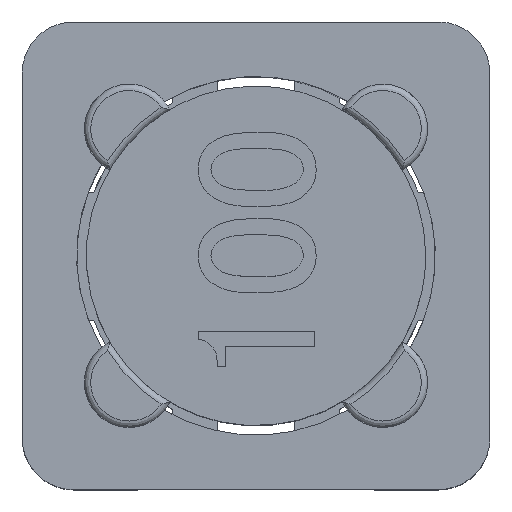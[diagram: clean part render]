
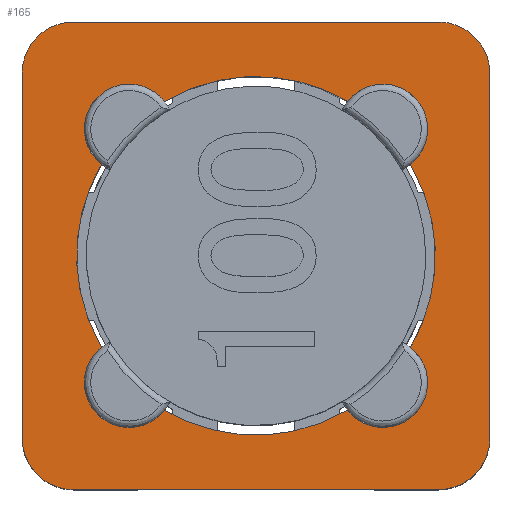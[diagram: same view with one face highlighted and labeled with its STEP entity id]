
A CAD part, top view. The second image highlights one B-rep face of the part: STEP entity #165.
In plain terms, the highlighted free-form (B-spline) face has degree [1, 1] with [2, 2] control points.
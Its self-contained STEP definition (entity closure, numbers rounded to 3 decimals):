
#20=CARTESIAN_POINT('',(-4.015,-4.015,4.));
#21=CARTESIAN_POINT('',(-4.015,4.015,4.));
#22=CARTESIAN_POINT('',(4.015,-4.015,4.));
#23=CARTESIAN_POINT('',(4.015,4.015,4.));
#24=B_SPLINE_SURFACE_WITH_KNOTS('',1,1,((#20,#21),(#22,#23)),.PLANE_SURF.,.F.,.F.,.U.,(2,2),(2,2),(0.,1.),(0.,1.),.UNSPECIFIED.);
#25=CARTESIAN_POINT('',(-3.65,-2.85,4.));
#26=VERTEX_POINT('',#25);
#27=CARTESIAN_POINT('',(-2.85,-3.65,4.));
#28=VERTEX_POINT('',#27);
#29=CARTESIAN_POINT('',(-3.65,-2.85,4.));
#30=CARTESIAN_POINT('',(-3.65,-3.181,4.));
#31=CARTESIAN_POINT('',(-3.181,-3.65,4.));
#32=CARTESIAN_POINT('',(-2.85,-3.65,4.));
#33=(BOUNDED_CURVE()B_SPLINE_CURVE(2,(#29,#30,#31,#32),.CIRCULAR_ARC.,.F.,.U.)B_SPLINE_CURVE_WITH_KNOTS((3,1,3),(0.,0.5,1.),.UNSPECIFIED.)CURVE()GEOMETRIC_REPRESENTATION_ITEM()RATIONAL_B_SPLINE_CURVE((1.,0.854,0.854,1.))REPRESENTATION_ITEM(''));
#34=EDGE_CURVE('',#26,#28,#33,.T.);
#35=ORIENTED_EDGE('',*,*,#34,.T.);
#36=CARTESIAN_POINT('',(2.85,-3.65,4.));
#37=VERTEX_POINT('',#36);
#38=CARTESIAN_POINT('',(-2.85,-3.65,4.));
#39=CARTESIAN_POINT('',(2.85,-3.65,4.));
#40=B_SPLINE_CURVE_WITH_KNOTS('',1,(#38,#39),.POLYLINE_FORM.,.F.,.U.,(2,2),(0.11,0.89),.UNSPECIFIED.);
#41=EDGE_CURVE('',#28,#37,#40,.T.);
#42=ORIENTED_EDGE('',*,*,#41,.T.);
#43=CARTESIAN_POINT('',(3.65,-2.85,4.));
#44=VERTEX_POINT('',#43);
#45=CARTESIAN_POINT('',(2.85,-3.65,4.));
#46=CARTESIAN_POINT('',(3.181,-3.65,4.));
#47=CARTESIAN_POINT('',(3.65,-3.181,4.));
#48=CARTESIAN_POINT('',(3.65,-2.85,4.));
#49=(BOUNDED_CURVE()B_SPLINE_CURVE(2,(#45,#46,#47,#48),.CIRCULAR_ARC.,.F.,.U.)B_SPLINE_CURVE_WITH_KNOTS((3,1,3),(0.,0.5,1.),.UNSPECIFIED.)CURVE()GEOMETRIC_REPRESENTATION_ITEM()RATIONAL_B_SPLINE_CURVE((1.,0.854,0.854,1.))REPRESENTATION_ITEM(''));
#50=EDGE_CURVE('',#37,#44,#49,.T.);
#51=ORIENTED_EDGE('',*,*,#50,.T.);
#52=CARTESIAN_POINT('',(3.65,2.85,4.));
#53=VERTEX_POINT('',#52);
#54=CARTESIAN_POINT('',(3.65,-2.85,4.));
#55=CARTESIAN_POINT('',(3.65,2.85,4.));
#56=B_SPLINE_CURVE_WITH_KNOTS('',1,(#54,#55),.POLYLINE_FORM.,.F.,.U.,(2,2),(0.11,0.89),.UNSPECIFIED.);
#57=EDGE_CURVE('',#44,#53,#56,.T.);
#58=ORIENTED_EDGE('',*,*,#57,.T.);
#59=CARTESIAN_POINT('',(2.85,3.65,4.));
#60=VERTEX_POINT('',#59);
#61=CARTESIAN_POINT('',(3.65,2.85,4.));
#62=CARTESIAN_POINT('',(3.65,3.181,4.));
#63=CARTESIAN_POINT('',(3.181,3.65,4.));
#64=CARTESIAN_POINT('',(2.85,3.65,4.));
#65=(BOUNDED_CURVE()B_SPLINE_CURVE(2,(#61,#62,#63,#64),.CIRCULAR_ARC.,.F.,.U.)B_SPLINE_CURVE_WITH_KNOTS((3,1,3),(0.,0.5,1.),.UNSPECIFIED.)CURVE()GEOMETRIC_REPRESENTATION_ITEM()RATIONAL_B_SPLINE_CURVE((1.,0.854,0.854,1.))REPRESENTATION_ITEM(''));
#66=EDGE_CURVE('',#53,#60,#65,.T.);
#67=ORIENTED_EDGE('',*,*,#66,.T.);
#68=CARTESIAN_POINT('',(-2.85,3.65,4.));
#69=VERTEX_POINT('',#68);
#70=CARTESIAN_POINT('',(2.85,3.65,4.));
#71=CARTESIAN_POINT('',(-2.85,3.65,4.));
#72=B_SPLINE_CURVE_WITH_KNOTS('',1,(#70,#71),.POLYLINE_FORM.,.F.,.U.,(2,2),(0.11,0.89),.UNSPECIFIED.);
#73=EDGE_CURVE('',#60,#69,#72,.T.);
#74=ORIENTED_EDGE('',*,*,#73,.T.);
#75=CARTESIAN_POINT('',(-3.65,2.85,4.));
#76=VERTEX_POINT('',#75);
#77=CARTESIAN_POINT('',(-2.85,3.65,4.));
#78=CARTESIAN_POINT('',(-3.181,3.65,4.));
#79=CARTESIAN_POINT('',(-3.65,3.181,4.));
#80=CARTESIAN_POINT('',(-3.65,2.85,4.));
#81=(BOUNDED_CURVE()B_SPLINE_CURVE(2,(#77,#78,#79,#80),.CIRCULAR_ARC.,.F.,.U.)B_SPLINE_CURVE_WITH_KNOTS((3,1,3),(0.,0.5,1.),.UNSPECIFIED.)CURVE()GEOMETRIC_REPRESENTATION_ITEM()RATIONAL_B_SPLINE_CURVE((1.,0.854,0.854,1.))REPRESENTATION_ITEM(''));
#82=EDGE_CURVE('',#69,#76,#81,.T.);
#83=ORIENTED_EDGE('',*,*,#82,.T.);
#84=CARTESIAN_POINT('',(-3.65,2.85,4.));
#85=CARTESIAN_POINT('',(-3.65,-2.85,4.));
#86=B_SPLINE_CURVE_WITH_KNOTS('',1,(#84,#85),.POLYLINE_FORM.,.F.,.U.,(2,2),(0.11,0.89),.UNSPECIFIED.);
#87=EDGE_CURVE('',#76,#26,#86,.T.);
#88=ORIENTED_EDGE('',*,*,#87,.T.);
#89=EDGE_LOOP('',(#35,#42,#51,#58,#67,#74,#83,#88));
#90=FACE_OUTER_BOUND('',#89,.T.);
#91=CARTESIAN_POINT('',(-2.409,1.427,4.));
#92=VERTEX_POINT('',#91);
#93=CARTESIAN_POINT('',(-1.427,2.409,4.));
#94=VERTEX_POINT('',#93);
#95=CARTESIAN_POINT('',(-2.409,1.427,4.));
#96=CARTESIAN_POINT('',(-3.036,1.914,4.));
#97=CARTESIAN_POINT('',(-2.475,2.475,4.));
#98=CARTESIAN_POINT('',(-1.914,3.036,4.));
#99=CARTESIAN_POINT('',(-1.427,2.409,4.));
#100=(BOUNDED_CURVE()B_SPLINE_CURVE(2,(#95,#96,#97,#98,#99),.CIRCULAR_ARC.,.F.,.U.)B_SPLINE_CURVE_WITH_KNOTS((3,2,3),(0.,0.5,1.),.UNSPECIFIED.)CURVE()GEOMETRIC_REPRESENTATION_ITEM()RATIONAL_B_SPLINE_CURVE((1.,0.661,1.,0.661,1.))REPRESENTATION_ITEM(''));
#101=EDGE_CURVE('',#92,#94,#100,.T.);
#102=ORIENTED_EDGE('',*,*,#101,.T.);
#103=CARTESIAN_POINT('',(1.427,2.409,4.));
#104=VERTEX_POINT('',#103);
#105=CARTESIAN_POINT('',(-1.427,2.409,4.));
#106=CARTESIAN_POINT('',(0.,3.254,4.));
#107=CARTESIAN_POINT('',(1.427,2.409,4.));
#108=(BOUNDED_CURVE()B_SPLINE_CURVE(2,(#105,#106,#107),.CIRCULAR_ARC.,.F.,.U.)B_SPLINE_CURVE_WITH_KNOTS((3,3),(0.,1.),.UNSPECIFIED.)CURVE()GEOMETRIC_REPRESENTATION_ITEM()RATIONAL_B_SPLINE_CURVE((1.,0.86,1.))REPRESENTATION_ITEM(''));
#109=EDGE_CURVE('',#94,#104,#108,.T.);
#110=ORIENTED_EDGE('',*,*,#109,.T.);
#111=CARTESIAN_POINT('',(2.409,1.427,4.));
#112=VERTEX_POINT('',#111);
#113=CARTESIAN_POINT('',(1.427,2.409,4.));
#114=CARTESIAN_POINT('',(1.914,3.036,4.));
#115=CARTESIAN_POINT('',(2.475,2.475,4.));
#116=CARTESIAN_POINT('',(3.036,1.914,4.));
#117=CARTESIAN_POINT('',(2.409,1.427,4.));
#118=(BOUNDED_CURVE()B_SPLINE_CURVE(2,(#113,#114,#115,#116,#117),.CIRCULAR_ARC.,.F.,.U.)B_SPLINE_CURVE_WITH_KNOTS((3,2,3),(0.,0.5,1.),.UNSPECIFIED.)CURVE()GEOMETRIC_REPRESENTATION_ITEM()RATIONAL_B_SPLINE_CURVE((1.,0.661,1.,0.661,1.))REPRESENTATION_ITEM(''));
#119=EDGE_CURVE('',#104,#112,#118,.T.);
#120=ORIENTED_EDGE('',*,*,#119,.T.);
#121=CARTESIAN_POINT('',(2.409,-1.427,4.));
#122=VERTEX_POINT('',#121);
#123=CARTESIAN_POINT('',(2.409,1.427,4.));
#124=CARTESIAN_POINT('',(3.254,0.,4.));
#125=CARTESIAN_POINT('',(2.409,-1.427,4.));
#126=(BOUNDED_CURVE()B_SPLINE_CURVE(2,(#123,#124,#125),.CIRCULAR_ARC.,.F.,.U.)B_SPLINE_CURVE_WITH_KNOTS((3,3),(0.,1.),.UNSPECIFIED.)CURVE()GEOMETRIC_REPRESENTATION_ITEM()RATIONAL_B_SPLINE_CURVE((1.,0.86,1.))REPRESENTATION_ITEM(''));
#127=EDGE_CURVE('',#112,#122,#126,.T.);
#128=ORIENTED_EDGE('',*,*,#127,.T.);
#129=CARTESIAN_POINT('',(1.427,-2.409,4.));
#130=VERTEX_POINT('',#129);
#131=CARTESIAN_POINT('',(2.409,-1.427,4.));
#132=CARTESIAN_POINT('',(3.036,-1.914,4.));
#133=CARTESIAN_POINT('',(2.475,-2.475,4.));
#134=CARTESIAN_POINT('',(1.914,-3.036,4.));
#135=CARTESIAN_POINT('',(1.427,-2.409,4.));
#136=(BOUNDED_CURVE()B_SPLINE_CURVE(2,(#131,#132,#133,#134,#135),.CIRCULAR_ARC.,.F.,.U.)B_SPLINE_CURVE_WITH_KNOTS((3,2,3),(0.,0.5,1.),.UNSPECIFIED.)CURVE()GEOMETRIC_REPRESENTATION_ITEM()RATIONAL_B_SPLINE_CURVE((1.,0.661,1.,0.661,1.))REPRESENTATION_ITEM(''));
#137=EDGE_CURVE('',#122,#130,#136,.T.);
#138=ORIENTED_EDGE('',*,*,#137,.T.);
#139=CARTESIAN_POINT('',(-1.427,-2.409,4.));
#140=VERTEX_POINT('',#139);
#141=CARTESIAN_POINT('',(1.427,-2.409,4.));
#142=CARTESIAN_POINT('',(0.,-3.254,4.));
#143=CARTESIAN_POINT('',(-1.427,-2.409,4.));
#144=(BOUNDED_CURVE()B_SPLINE_CURVE(2,(#141,#142,#143),.CIRCULAR_ARC.,.F.,.U.)B_SPLINE_CURVE_WITH_KNOTS((3,3),(0.,1.),.UNSPECIFIED.)CURVE()GEOMETRIC_REPRESENTATION_ITEM()RATIONAL_B_SPLINE_CURVE((1.,0.86,1.))REPRESENTATION_ITEM(''));
#145=EDGE_CURVE('',#130,#140,#144,.T.);
#146=ORIENTED_EDGE('',*,*,#145,.T.);
#147=CARTESIAN_POINT('',(-2.409,-1.427,4.));
#148=VERTEX_POINT('',#147);
#149=CARTESIAN_POINT('',(-1.427,-2.409,4.));
#150=CARTESIAN_POINT('',(-1.914,-3.036,4.));
#151=CARTESIAN_POINT('',(-2.475,-2.475,4.));
#152=CARTESIAN_POINT('',(-3.036,-1.914,4.));
#153=CARTESIAN_POINT('',(-2.409,-1.427,4.));
#154=(BOUNDED_CURVE()B_SPLINE_CURVE(2,(#149,#150,#151,#152,#153),.CIRCULAR_ARC.,.F.,.U.)B_SPLINE_CURVE_WITH_KNOTS((3,2,3),(0.,0.5,1.),.UNSPECIFIED.)CURVE()GEOMETRIC_REPRESENTATION_ITEM()RATIONAL_B_SPLINE_CURVE((1.,0.661,1.,0.661,1.))REPRESENTATION_ITEM(''));
#155=EDGE_CURVE('',#140,#148,#154,.T.);
#156=ORIENTED_EDGE('',*,*,#155,.T.);
#157=CARTESIAN_POINT('',(-2.409,-1.427,4.));
#158=CARTESIAN_POINT('',(-3.254,0.,4.));
#159=CARTESIAN_POINT('',(-2.409,1.427,4.));
#160=(BOUNDED_CURVE()B_SPLINE_CURVE(2,(#157,#158,#159),.CIRCULAR_ARC.,.F.,.U.)B_SPLINE_CURVE_WITH_KNOTS((3,3),(0.,1.),.UNSPECIFIED.)CURVE()GEOMETRIC_REPRESENTATION_ITEM()RATIONAL_B_SPLINE_CURVE((1.,0.86,1.))REPRESENTATION_ITEM(''));
#161=EDGE_CURVE('',#148,#92,#160,.T.);
#162=ORIENTED_EDGE('',*,*,#161,.T.);
#163=EDGE_LOOP('',(#102,#110,#120,#128,#138,#146,#156,#162));
#164=FACE_BOUND('',#163,.T.);
#165=ADVANCED_FACE('',(#90,#164),#24,.T.);
